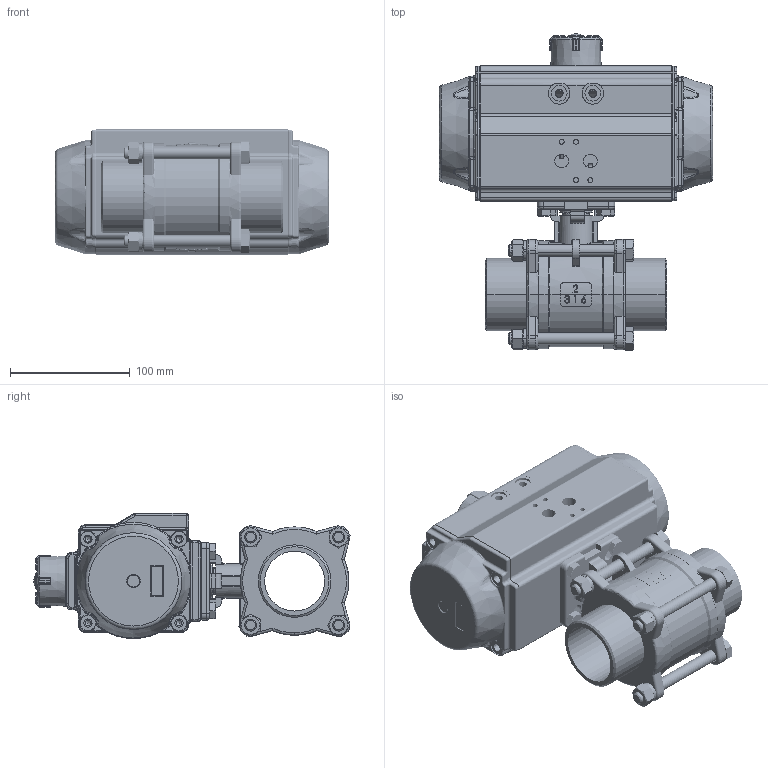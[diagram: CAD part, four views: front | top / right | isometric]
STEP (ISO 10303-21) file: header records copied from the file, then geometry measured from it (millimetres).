
FILE_DESCRIPTION(/* description */ ('Unknown'),/* implementation_level */ '2;1');
FILE_NAME(/* name */ 'PE04 9337-09',/* time_stamp */ '2025-02-04T12:05:27+01:00',/* author */ ('Unknown'),/* organization */ ('Unknown'),/* preprocessor_version */ 'ST-DEVELOPER v19.4',/* originating_system */ 'Solid Edge',/* authorisation */ 'Unknown');
FILE_SCHEMA (('AUTOMOTIVE_DESIGN {1 0 10303 214 3 1 1}'));
Products named in the file (25): PE049337-09; 9337-09_oa_0; 蹟邡; 蹟譫B_GB_FASTENER_NUT_SNC1 M10-N; 弹簧垫圈B_GB_FASTENER_WASHER_SW 10; 概裝蹟譫; 滅侂え; MV-83HB-G(J)-DN50; 碟型垫圈; 概极; 密封圈; 揤杶; 概釱; 沓蹋ㄗ奻ㄘ; PD05_PE04; VTE85____; Optische Anzeige; ______; ________(___________; cup head nib bolts with large head gb_GB_FASTENER_BOLT_CHNBW M6X25-N; huosai85; zhou85; vt85-2016-06-25  _______MIR; vt85-2016-06-25; DIN 933 M8x20 A2-70 BLK_EDST
Assembly tree (42 placements, depth 4):
  PE049337-09
    9337-09_oa_0
      蹟邡  x4
      蹟譫B_GB_FASTENER_NUT_SNC1 M10-N  x4
      弹簧垫圈B_GB_FASTENER_WASHER_SW 10  x4
      概裝蹟譫
      滅侂え
      MV-83HB-G(J)-DN50  x2
      碟型垫圈  x2
      概极
      密封圈
      揤杶
      概釱
      沓蹋ㄗ奻ㄘ
    PD05_PE04
      VTE85____
      Optische Anzeige
        ______
        ________(___________  x4
        cup head nib bolts with large head gb_GB_FASTENER_BOLT_CHNBW M6X25-N
      huosai85  x2
      zhou85
      vt85-2016-06-25  _______MIR
      vt85-2016-06-25
    DIN 933 M8x20 A2-70 BLK_EDST  x4
Bounding box: 228 x 264.3 x 104.5 mm (x, y, z)
Volume: 1501892.3 mm3; surface area: 460656.6 mm2
Topology: 39 solids, 39 shells, 3731 faces, 9273 edges, 5727 vertices
Faces by surface type: plane 1116, cylinder 998, bspline 704, torus 552, cone 348, sphere 13
Full cylindrical faces by diameter (mm): 3 x16, 3.3 x8, 4 x2, 4.134 x8, 4.66 x1, 4.917 x13, 5 x1, 6 x1, 6.2 x1, 6.647 x6, 8 x4, 11.445 x2, 12 x2, 13 x14, 16.2 x1, 16.5 x1, 18.7 x1, 20 x7, 23 x12, 26 x1, 27 x1, 31.5 x1, 32.2 x1, 32.4 x1, 36 x4, 38.5 x1, 73 x2, 79.2 x2, 80 x2, 84 x6
Entity records: 128102 total; most frequent: CARTESIAN_POINT 66207, ORIENTED_EDGE 13522, DIRECTION 11346, EDGE_CURVE 6761, AXIS2_PLACEMENT_3D 4522, VERTEX_POINT 4338, FACE_BOUND 3273, EDGE_LOOP 3261
